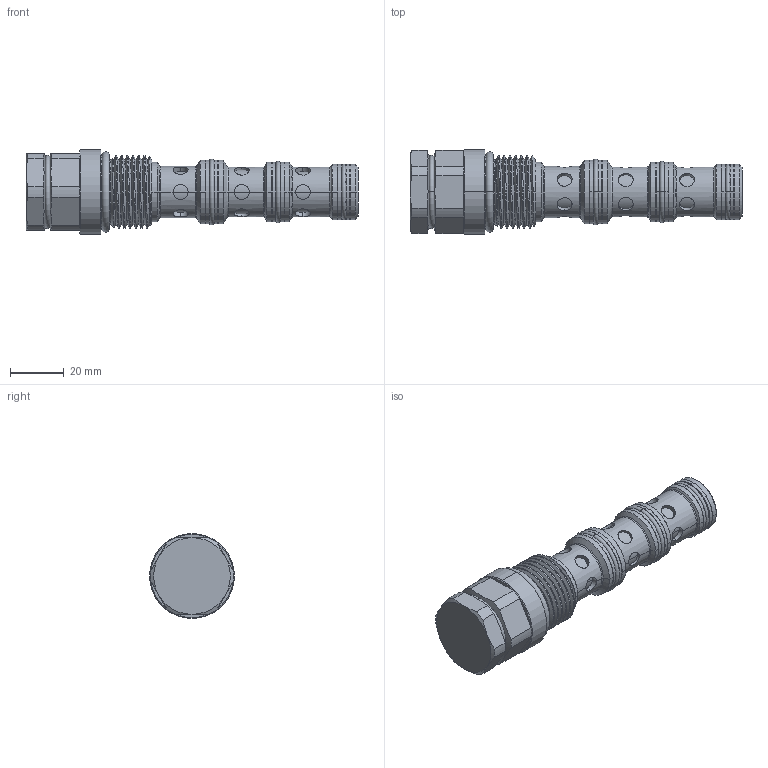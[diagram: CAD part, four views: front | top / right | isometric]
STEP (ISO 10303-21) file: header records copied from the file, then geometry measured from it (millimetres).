
FILE_DESCRIPTION (( 'STEP AP203' ), '1' );
FILE_NAME ('DD12W4S-N5.STEP', '2024-05-28T01:56:48', ( '' ), ( '' ), 'SwSTEP 2.0', 'SolidWorks 2018', '' );
FILE_SCHEMA (( 'CONFIG_CONTROL_DESIGN' ));
Length unit declared in the file: millimetre
Products named in the file (1): DD12W4S-N5
Bounding box: 123.67 x 31.6 x 31.6 mm (x, y, z)
Volume: 53950.8 mm3; surface area: 13912.6 mm2
Topology: 1 solids, 1 shells, 245 faces, 556 edges, 346 vertices
Faces by surface type: cylinder 144, plane 41, cone 35, torus 22, bspline 3
Entity records: 10676 total; most frequent: CARTESIAN_POINT 5246, DIRECTION 1117, ORIENTED_EDGE 1112, EDGE_CURVE 556, AXIS2_PLACEMENT_3D 470, VERTEX_POINT 346, EDGE_LOOP 278, FACE_OUTER_BOUND 245
